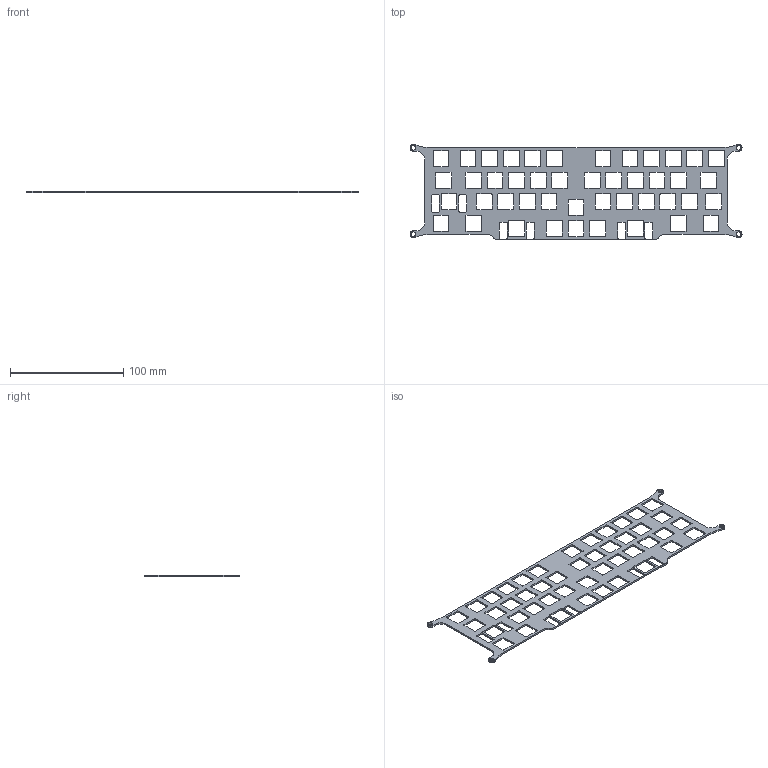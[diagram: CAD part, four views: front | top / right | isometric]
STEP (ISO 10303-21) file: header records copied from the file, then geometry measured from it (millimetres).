
FILE_DESCRIPTION(/* description */ (''),/* implementation_level */ '2;1');
FILE_NAME(/* name */ 'directional swplate.step',/* time_stamp */ '2023-07-26T14:58:02-07:00',/* author */ (''),/* organization */ (''),/* preprocessor_version */ 'ST-DEVELOPER v19.2',/* originating_system */ 'Autodesk Translation Framework v12.6.0.85',/* authorisation */ '');
FILE_SCHEMA (('AUTOMOTIVE_DESIGN { 1 0 10303 214 3 1 1 }'));
Length unit declared in the file: millimetre
Products named in the file (1): directional swplate
Bounding box: 292.69 x 83.96 x 1.5 mm (x, y, z)
Volume: 17735.1 mm3; surface area: 29008.6 mm2
Topology: 1 solids, 1 shells, 450 faces, 1344 edges, 896 vertices
Faces by surface type: cylinder 228, plane 222
Full cylindrical faces by diameter (mm): 4 x4
Entity records: 15524 total; most frequent: DIRECTION 2702, CARTESIAN_POINT 2691, ORIENTED_EDGE 2688, EDGE_CURVE 1344, AXIS2_PLACEMENT_3D 907, VERTEX_POINT 896, LINE 888, VECTOR 888
